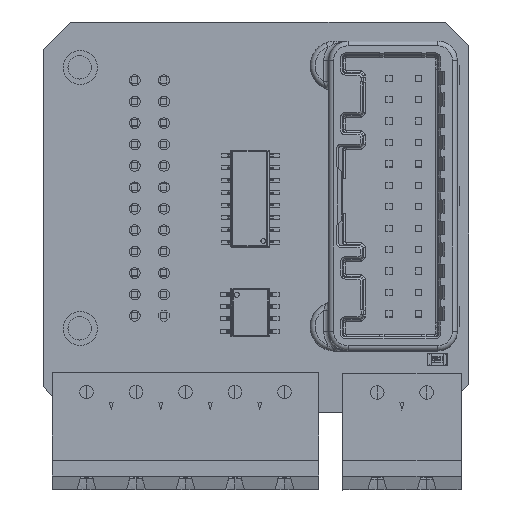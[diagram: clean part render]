
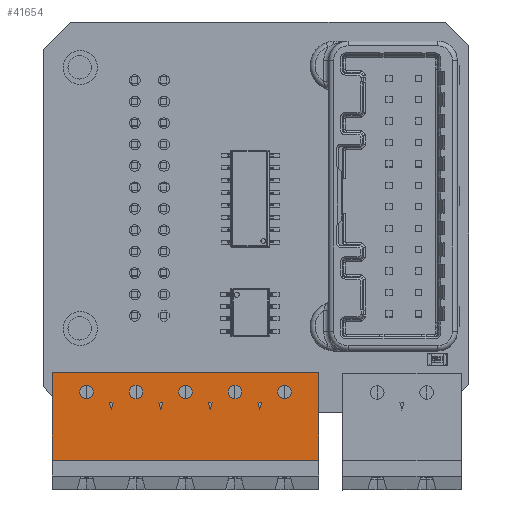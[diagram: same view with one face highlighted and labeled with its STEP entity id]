
A CAD part, top view. The second image highlights one B-rep face of the part: STEP entity #41654.
In plain terms, the highlighted face is planar.
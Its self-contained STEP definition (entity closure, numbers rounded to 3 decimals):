
#33753 = VERTEX_POINT('',#33754);
#33754 = CARTESIAN_POINT('',(45.627,45.443,3.54));
#33760 = EDGE_CURVE('',#33761,#33753,#33763,.T.);
#33761 = VERTEX_POINT('',#33762);
#33762 = CARTESIAN_POINT('',(36.627,45.443,3.54));
#33763 = LINE('',#33764,#33765);
#33764 = CARTESIAN_POINT('',(0.,45.443,3.54));
#33765 = VECTOR('',#33766,1.);
#33766 = DIRECTION('',(1.,0.,0.));
#34001 = EDGE_CURVE('',#34002,#34004,#34006,.T.);
#34002 = VERTEX_POINT('',#34003);
#34003 = CARTESIAN_POINT('',(37.927,45.443,0.));
#34004 = VERTEX_POINT('',#34005);
#34005 = CARTESIAN_POINT('',(39.327,45.443,0.));
#34006 = CIRCLE('',#34007,0.7);
#34007 = AXIS2_PLACEMENT_3D('',#34008,#34009,#34010);
#34008 = CARTESIAN_POINT('',(38.627,45.443,
    0.));
#34009 = DIRECTION('',(0.,-1.,0.));
#34010 = DIRECTION('',(1.,0.,0.));
#35421 = EDGE_CURVE('',#34004,#34002,#35422,.T.);
#35422 = CIRCLE('',#35423,0.7);
#35423 = AXIS2_PLACEMENT_3D('',#35424,#35425,#35426);
#35424 = CARTESIAN_POINT('',(38.627,45.443,
    0.));
#35425 = DIRECTION('',(0.,-1.,0.));
#35426 = DIRECTION('',(1.,0.,0.));
#35558 = EDGE_CURVE('',#35559,#35561,#35563,.T.);
#35559 = VERTEX_POINT('',#35560);
#35560 = CARTESIAN_POINT('',(39.327,45.443,-10.16));
#35561 = VERTEX_POINT('',#35562);
#35562 = CARTESIAN_POINT('',(37.927,45.443,-10.16));
#35563 = CIRCLE('',#35564,0.7);
#35564 = AXIS2_PLACEMENT_3D('',#35565,#35566,#35567);
#35565 = CARTESIAN_POINT('',(38.627,45.443,-10.16));
#35566 = DIRECTION('',(0.,-1.,0.));
#35567 = DIRECTION('',(1.,0.,0.));
#37480 = EDGE_CURVE('',#33761,#37481,#37483,.T.);
#37481 = VERTEX_POINT('',#37482);
#37482 = CARTESIAN_POINT('',(36.627,45.443,-23.86));
#37483 = LINE('',#37484,#37485);
#37484 = CARTESIAN_POINT('',(36.627,45.443,-5.08));
#37485 = VECTOR('',#37486,1.);
#37486 = DIRECTION('',(0.,0.,-1.));
#37686 = VERTEX_POINT('',#37687);
#37687 = CARTESIAN_POINT('',(40.427,45.443,-7.62));
#37704 = VERTEX_POINT('',#37705);
#37705 = CARTESIAN_POINT('',(39.677,45.443,
    -7.419));
#37711 = EDGE_CURVE('',#37704,#37686,#37712,.T.);
#37712 = LINE('',#37713,#37714);
#37713 = CARTESIAN_POINT('',(0.,45.443,3.212));
#37714 = VECTOR('',#37715,1.);
#37715 = DIRECTION('',(0.966,0.,-0.259));
#37735 = VERTEX_POINT('',#37736);
#37736 = CARTESIAN_POINT('',(39.677,45.443,
    -7.821));
#37742 = EDGE_CURVE('',#37704,#37735,#37743,.T.);
#37743 = LINE('',#37744,#37745);
#37744 = CARTESIAN_POINT('',(39.677,45.443,-5.08));
#37745 = VECTOR('',#37746,1.);
#37746 = DIRECTION('',(0.,0.,-1.));
#37764 = EDGE_CURVE('',#37735,#37686,#37765,.T.);
#37765 = LINE('',#37766,#37767);
#37766 = CARTESIAN_POINT('',(0.,45.443,-18.452));
#37767 = VECTOR('',#37768,1.);
#37768 = DIRECTION('',(0.966,0.,0.259));
#37798 = VERTEX_POINT('',#37799);
#37799 = CARTESIAN_POINT('',(45.627,45.443,-23.86));
#37805 = EDGE_CURVE('',#33753,#37798,#37806,.T.);
#37806 = LINE('',#37807,#37808);
#37807 = CARTESIAN_POINT('',(45.627,45.443,-15.24));
#37808 = VECTOR('',#37809,1.);
#37809 = DIRECTION('',(0.,0.,-1.));
#38570 = EDGE_CURVE('',#38571,#38573,#38575,.T.);
#38571 = VERTEX_POINT('',#38572);
#38572 = CARTESIAN_POINT('',(37.927,45.443,-5.08));
#38573 = VERTEX_POINT('',#38574);
#38574 = CARTESIAN_POINT('',(39.327,45.443,-5.08));
#38575 = CIRCLE('',#38576,0.7);
#38576 = AXIS2_PLACEMENT_3D('',#38577,#38578,#38579);
#38577 = CARTESIAN_POINT('',(38.627,45.443,-5.08));
#38578 = DIRECTION('',(0.,-1.,0.));
#38579 = DIRECTION('',(1.,0.,0.));
#39545 = EDGE_CURVE('',#39546,#39548,#39550,.T.);
#39546 = VERTEX_POINT('',#39547);
#39547 = CARTESIAN_POINT('',(39.327,45.443,-15.24));
#39548 = VERTEX_POINT('',#39549);
#39549 = CARTESIAN_POINT('',(37.927,45.443,-15.24));
#39550 = CIRCLE('',#39551,0.7);
#39551 = AXIS2_PLACEMENT_3D('',#39552,#39553,#39554);
#39552 = CARTESIAN_POINT('',(38.627,45.443,-15.24));
#39553 = DIRECTION('',(0.,-1.,0.));
#39554 = DIRECTION('',(1.,0.,0.));
#39659 = VERTEX_POINT('',#39660);
#39660 = CARTESIAN_POINT('',(40.427,45.443,-12.7));
#39677 = VERTEX_POINT('',#39678);
#39678 = CARTESIAN_POINT('',(39.677,45.443,
    -12.499));
#39684 = EDGE_CURVE('',#39677,#39659,#39685,.T.);
#39685 = LINE('',#39686,#39687);
#39686 = CARTESIAN_POINT('',(0.,45.443,-1.868));
#39687 = VECTOR('',#39688,1.);
#39688 = DIRECTION('',(0.966,0.,-0.259));
#39708 = VERTEX_POINT('',#39709);
#39709 = CARTESIAN_POINT('',(39.677,45.443,
    -12.901));
#39715 = EDGE_CURVE('',#39677,#39708,#39716,.T.);
#39716 = LINE('',#39717,#39718);
#39717 = CARTESIAN_POINT('',(39.677,45.443,-10.16));
#39718 = VECTOR('',#39719,1.);
#39719 = DIRECTION('',(0.,0.,-1.));
#39737 = EDGE_CURVE('',#39708,#39659,#39738,.T.);
#39738 = LINE('',#39739,#39740);
#39739 = CARTESIAN_POINT('',(0.,45.443,-23.532));
#39740 = VECTOR('',#39741,1.);
#39741 = DIRECTION('',(0.966,0.,0.259));
#39762 = EDGE_CURVE('',#35561,#35559,#39763,.T.);
#39763 = CIRCLE('',#39764,0.7);
#39764 = AXIS2_PLACEMENT_3D('',#39765,#39766,#39767);
#39765 = CARTESIAN_POINT('',(38.627,45.443,-10.16));
#39766 = DIRECTION('',(0.,-1.,0.));
#39767 = DIRECTION('',(1.,0.,0.));
#41642 = EDGE_CURVE('',#39548,#39546,#41643,.T.);
#41643 = CIRCLE('',#41644,0.7);
#41644 = AXIS2_PLACEMENT_3D('',#41645,#41646,#41647);
#41645 = CARTESIAN_POINT('',(38.627,45.443,-15.24));
#41646 = DIRECTION('',(0.,-1.,0.));
#41647 = DIRECTION('',(1.,0.,0.));
#41654 = ADVANCED_FACE('',(#41655,#41675,#41701,#41711,#41716,#41720,
    #41746,#41750,#41755,#41759),#41770,.F.);
#41655 = FACE_BOUND('',#41656,.T.);
#41656 = EDGE_LOOP('',(#41657,#41668));
#41657 = ORIENTED_EDGE('',*,*,#41658,.T.);
#41658 = EDGE_CURVE('',#41659,#41661,#41663,.T.);
#41659 = VERTEX_POINT('',#41660);
#41660 = CARTESIAN_POINT('',(39.327,45.443,-20.32));
#41661 = VERTEX_POINT('',#41662);
#41662 = CARTESIAN_POINT('',(37.927,45.443,-20.32));
#41663 = CIRCLE('',#41664,0.7);
#41664 = AXIS2_PLACEMENT_3D('',#41665,#41666,#41667);
#41665 = CARTESIAN_POINT('',(38.627,45.443,-20.32));
#41666 = DIRECTION('',(0.,-1.,0.));
#41667 = DIRECTION('',(1.,0.,0.));
#41668 = ORIENTED_EDGE('',*,*,#41669,.T.);
#41669 = EDGE_CURVE('',#41661,#41659,#41670,.T.);
#41670 = CIRCLE('',#41671,0.7);
#41671 = AXIS2_PLACEMENT_3D('',#41672,#41673,#41674);
#41672 = CARTESIAN_POINT('',(38.627,45.443,-20.32));
#41673 = DIRECTION('',(0.,-1.,0.));
#41674 = DIRECTION('',(1.,0.,0.));
#41675 = FACE_BOUND('',#41676,.T.);
#41676 = EDGE_LOOP('',(#41677,#41687,#41695));
#41677 = ORIENTED_EDGE('',*,*,#41678,.F.);
#41678 = EDGE_CURVE('',#41679,#41681,#41683,.T.);
#41679 = VERTEX_POINT('',#41680);
#41680 = CARTESIAN_POINT('',(39.677,45.443,
    -17.579));
#41681 = VERTEX_POINT('',#41682);
#41682 = CARTESIAN_POINT('',(40.427,45.443,-17.78));
#41683 = LINE('',#41684,#41685);
#41684 = CARTESIAN_POINT('',(0.,45.443,-6.948));
#41685 = VECTOR('',#41686,1.);
#41686 = DIRECTION('',(0.966,0.,-0.259));
#41687 = ORIENTED_EDGE('',*,*,#41688,.T.);
#41688 = EDGE_CURVE('',#41679,#41689,#41691,.T.);
#41689 = VERTEX_POINT('',#41690);
#41690 = CARTESIAN_POINT('',(39.677,45.443,
    -17.981));
#41691 = LINE('',#41692,#41693);
#41692 = CARTESIAN_POINT('',(39.677,45.443,-15.24));
#41693 = VECTOR('',#41694,1.);
#41694 = DIRECTION('',(0.,0.,-1.));
#41695 = ORIENTED_EDGE('',*,*,#41696,.T.);
#41696 = EDGE_CURVE('',#41689,#41681,#41697,.T.);
#41697 = LINE('',#41698,#41699);
#41698 = CARTESIAN_POINT('',(0.,45.443,-28.612));
#41699 = VECTOR('',#41700,1.);
#41700 = DIRECTION('',(0.966,0.,0.259));
#41701 = FACE_BOUND('',#41702,.T.);
#41702 = EDGE_LOOP('',(#41703,#41710));
#41703 = ORIENTED_EDGE('',*,*,#41704,.T.);
#41704 = EDGE_CURVE('',#38573,#38571,#41705,.T.);
#41705 = CIRCLE('',#41706,0.7);
#41706 = AXIS2_PLACEMENT_3D('',#41707,#41708,#41709);
#41707 = CARTESIAN_POINT('',(38.627,45.443,-5.08));
#41708 = DIRECTION('',(0.,-1.,0.));
#41709 = DIRECTION('',(1.,0.,0.));
#41710 = ORIENTED_EDGE('',*,*,#38570,.T.);
#41711 = FACE_BOUND('',#41712,.T.);
#41712 = EDGE_LOOP('',(#41713,#41714,#41715));
#41713 = ORIENTED_EDGE('',*,*,#37711,.F.);
#41714 = ORIENTED_EDGE('',*,*,#37742,.T.);
#41715 = ORIENTED_EDGE('',*,*,#37764,.T.);
#41716 = FACE_BOUND('',#41717,.T.);
#41717 = EDGE_LOOP('',(#41718,#41719));
#41718 = ORIENTED_EDGE('',*,*,#34001,.T.);
#41719 = ORIENTED_EDGE('',*,*,#35421,.T.);
#41720 = FACE_BOUND('',#41721,.T.);
#41721 = EDGE_LOOP('',(#41722,#41732,#41740));
#41722 = ORIENTED_EDGE('',*,*,#41723,.F.);
#41723 = EDGE_CURVE('',#41724,#41726,#41728,.T.);
#41724 = VERTEX_POINT('',#41725);
#41725 = CARTESIAN_POINT('',(39.677,45.443,
    -2.339));
#41726 = VERTEX_POINT('',#41727);
#41727 = CARTESIAN_POINT('',(40.427,45.443,-2.54));
#41728 = LINE('',#41729,#41730);
#41729 = CARTESIAN_POINT('',(0.,45.443,8.292));
#41730 = VECTOR('',#41731,1.);
#41731 = DIRECTION('',(0.966,0.,-0.259));
#41732 = ORIENTED_EDGE('',*,*,#41733,.T.);
#41733 = EDGE_CURVE('',#41724,#41734,#41736,.T.);
#41734 = VERTEX_POINT('',#41735);
#41735 = CARTESIAN_POINT('',(39.677,45.443,
    -2.741));
#41736 = LINE('',#41737,#41738);
#41737 = CARTESIAN_POINT('',(39.677,45.443,0.));
#41738 = VECTOR('',#41739,1.);
#41739 = DIRECTION('',(0.,0.,-1.));
#41740 = ORIENTED_EDGE('',*,*,#41741,.T.);
#41741 = EDGE_CURVE('',#41734,#41726,#41742,.T.);
#41742 = LINE('',#41743,#41744);
#41743 = CARTESIAN_POINT('',(0.,45.443,-13.372));
#41744 = VECTOR('',#41745,1.);
#41745 = DIRECTION('',(0.966,0.,0.259));
#41746 = FACE_BOUND('',#41747,.T.);
#41747 = EDGE_LOOP('',(#41748,#41749));
#41748 = ORIENTED_EDGE('',*,*,#35558,.T.);
#41749 = ORIENTED_EDGE('',*,*,#39762,.T.);
#41750 = FACE_BOUND('',#41751,.T.);
#41751 = EDGE_LOOP('',(#41752,#41753,#41754));
#41752 = ORIENTED_EDGE('',*,*,#39684,.F.);
#41753 = ORIENTED_EDGE('',*,*,#39715,.T.);
#41754 = ORIENTED_EDGE('',*,*,#39737,.T.);
#41755 = FACE_BOUND('',#41756,.T.);
#41756 = EDGE_LOOP('',(#41757,#41758));
#41757 = ORIENTED_EDGE('',*,*,#41642,.T.);
#41758 = ORIENTED_EDGE('',*,*,#39545,.T.);
#41759 = FACE_BOUND('',#41760,.T.);
#41760 = EDGE_LOOP('',(#41761,#41762,#41763,#41764));
#41761 = ORIENTED_EDGE('',*,*,#37480,.F.);
#41762 = ORIENTED_EDGE('',*,*,#33760,.T.);
#41763 = ORIENTED_EDGE('',*,*,#37805,.T.);
#41764 = ORIENTED_EDGE('',*,*,#41765,.F.);
#41765 = EDGE_CURVE('',#37481,#37798,#41766,.T.);
#41766 = LINE('',#41767,#41768);
#41767 = CARTESIAN_POINT('',(0.,45.443,-23.86));
#41768 = VECTOR('',#41769,1.);
#41769 = DIRECTION('',(1.,0.,0.));
#41770 = PLANE('',#41771);
#41771 = AXIS2_PLACEMENT_3D('',#41772,#41773,#41774);
#41772 = CARTESIAN_POINT('',(40.968,45.443,
    -19.251));
#41773 = DIRECTION('',(0.,-1.,0.));
#41774 = DIRECTION('',(1.,0.,0.));
